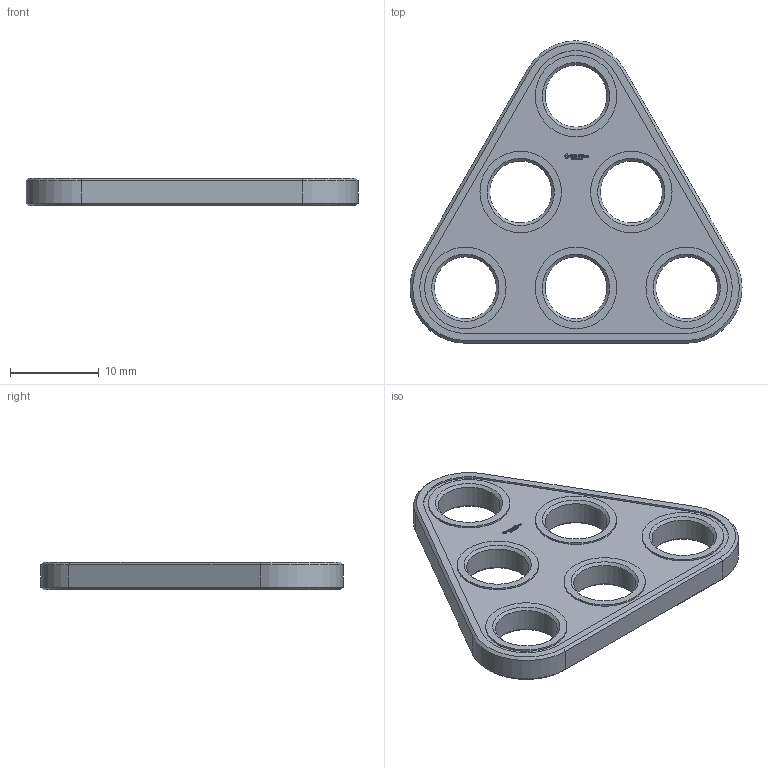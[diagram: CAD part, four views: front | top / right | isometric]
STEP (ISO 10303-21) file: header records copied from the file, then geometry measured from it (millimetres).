
FILE_DESCRIPTION(('FreeCAD Model'),'2;1');
FILE_NAME('Open CASCADE Shape Model','2024-01-31T12:54:06',(''),(''), 'Open CASCADE STEP processor 7.6','FreeCAD','Unknown');
FILE_SCHEMA(('AUTOMOTIVE_DESIGN { 1 0 10303 214 1 1 1 1 }'));
Length unit declared in the file: millimetre
Products named in the file (1): Plate TRI CRNR BU03x00.25 - SPN-PLT-0014 (stemfie.org)
Bounding box: 37.5 x 34.15 x 3.12 mm (x, y, z)
Volume: 1881.8 mm3; surface area: 2003.6 mm2
Topology: 1 solids, 1 shells, 485 faces, 1308 edges, 864 vertices
Faces by surface type: plane 335, extrusion 114, cylinder 18, cone 18
Full cylindrical faces by diameter (mm): 7 x6, 9.2 x6
Entity records: 32965 total; most frequent: CARTESIAN_POINT 7461, DIRECTION 4254, VECTOR 3378, LINE 3264, ORIENTED_EDGE 2616, PCURVE 2616, DEFINITIONAL_REPRESENTATION 2616, EDGE_CURVE 1308
